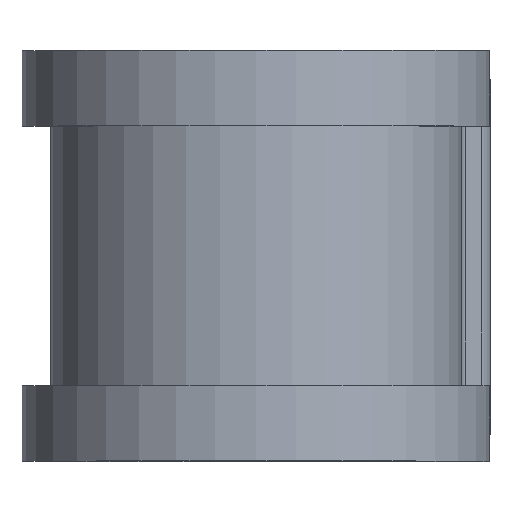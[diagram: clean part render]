
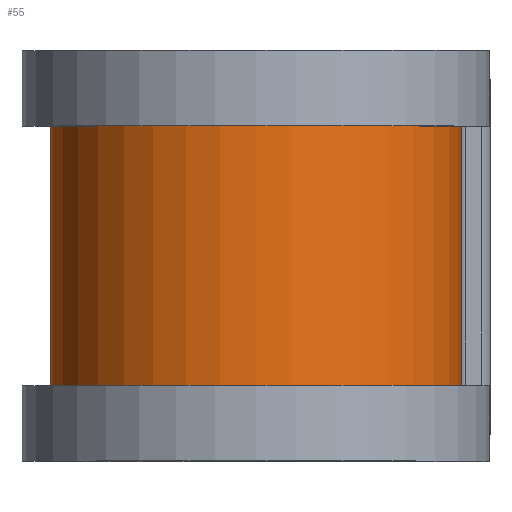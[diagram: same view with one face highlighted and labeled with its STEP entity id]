
A CAD part, top view. The second image highlights one B-rep face of the part: STEP entity #55.
In plain terms, the highlighted cylindrical face has radius 11.062 mm (diameter 22.123 mm), a partial arc.
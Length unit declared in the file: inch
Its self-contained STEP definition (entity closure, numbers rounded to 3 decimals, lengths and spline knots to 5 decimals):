
#2 = AXIS2_PLACEMENT_3D ( 'NONE', #1106, #1090, #1170 ) ;
#55 = ADVANCED_FACE ( 'NONE', ( #1058 ), #1590, .T. ) ;
#77 = VECTOR ( 'NONE', #481, 39.37008 ) ;
#81 = VERTEX_POINT ( 'NONE', #1384 ) ;
#87 = CIRCLE ( 'NONE', #1516, 0.4355 ) ;
#99 = CIRCLE ( 'NONE', #1504, 0.4355 ) ;
#136 = VERTEX_POINT ( 'NONE', #1201 ) ;
#177 = CARTESIAN_POINT ( 'NONE',  ( 0.4355, 0.375, 0. ) ) ;
#237 = ORIENTED_EDGE ( 'NONE', *, *, #332, .T. ) ;
#272 = EDGE_CURVE ( 'NONE', #136, #1429, #1138, .T. ) ;
#316 = EDGE_CURVE ( 'NONE', #1315, #81, #980, .T. ) ;
#318 = CARTESIAN_POINT ( 'NONE',  ( 0.4355, 0.275, 0. ) ) ;
#332 = EDGE_CURVE ( 'NONE', #1315, #136, #87, .T. ) ;
#339 = EDGE_CURVE ( 'NONE', #81, #1429, #99, .T. ) ;
#481 = DIRECTION ( 'NONE',  ( 0., -1., 0. ) ) ;
#588 = ORIENTED_EDGE ( 'NONE', *, *, #339, .F. ) ;
#667 = ORIENTED_EDGE ( 'NONE', *, *, #272, .T. ) ;
#799 = CARTESIAN_POINT ( 'NONE',  ( 0., -0.275, -0.4355 ) ) ;
#980 = LINE ( 'NONE', #177, #77 ) ;
#1039 = DIRECTION ( 'NONE',  ( 0., -1., 0. ) ) ;
#1045 = CARTESIAN_POINT ( 'NONE',  ( 0., 0.275, 0. ) ) ;
#1058 = FACE_OUTER_BOUND ( 'NONE', #1659, .T. ) ;
#1067 = DIRECTION ( 'NONE',  ( 0., 0., -1. ) ) ;
#1090 = DIRECTION ( 'NONE',  ( 0., -1., 0. ) ) ;
#1106 = CARTESIAN_POINT ( 'NONE',  ( 0., 0.375, 0. ) ) ;
#1117 = VECTOR ( 'NONE', #1353, 39.37008 ) ;
#1138 = LINE ( 'NONE', #1339, #1117 ) ;
#1170 = DIRECTION ( 'NONE',  ( 0., 0., -1. ) ) ;
#1201 = CARTESIAN_POINT ( 'NONE',  ( 0., 0.275, -0.4355 ) ) ;
#1315 = VERTEX_POINT ( 'NONE', #318 ) ;
#1339 = CARTESIAN_POINT ( 'NONE',  ( 0., 0.375, -0.4355 ) ) ;
#1353 = DIRECTION ( 'NONE',  ( 0., -1., 0. ) ) ;
#1358 = DIRECTION ( 'NONE',  ( 0., -1., 0. ) ) ;
#1383 = CARTESIAN_POINT ( 'NONE',  ( 0., -0.275, 0. ) ) ;
#1384 = CARTESIAN_POINT ( 'NONE',  ( 0.4355, -0.275, 0. ) ) ;
#1409 = ORIENTED_EDGE ( 'NONE', *, *, #316, .F. ) ;
#1429 = VERTEX_POINT ( 'NONE', #799 ) ;
#1501 = DIRECTION ( 'NONE',  ( 0., 0., -1. ) ) ;
#1504 = AXIS2_PLACEMENT_3D ( 'NONE', #1383, #1358, #1501 ) ;
#1516 = AXIS2_PLACEMENT_3D ( 'NONE', #1045, #1039, #1067 ) ;
#1590 = CYLINDRICAL_SURFACE ( 'NONE', #2, 0.4355 ) ;
#1659 = EDGE_LOOP ( 'NONE', ( #1409, #237, #667, #588 ) ) ;
